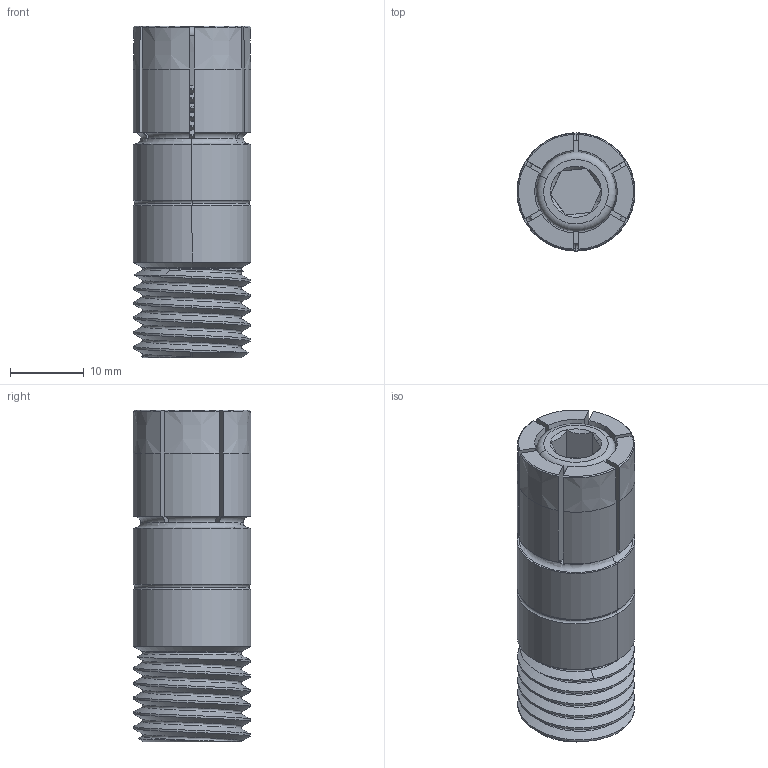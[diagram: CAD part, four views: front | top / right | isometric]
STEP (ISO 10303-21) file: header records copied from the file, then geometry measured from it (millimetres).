
FILE_DESCRIPTION (( 'STEP AP214' ), '1' );
FILE_NAME ('38860.STEP', '2016-02-25T14:39:26', ( 'Mike W' ), ( '' ), 'SwSTEP 2.0', 'SolidWorks 2015', '' );
FILE_SCHEMA (( 'AUTOMOTIVE_DESIGN' ));
Length unit declared in the file: inch
Products named in the file (3): 38020_38020; 388601_388601; 38860
Assembly tree (2 placements, depth 2):
  38860
    388601_388601
    38020_38020
Bounding box: 16 x 16 x 45 mm (x, y, z)
Volume: 7593.9 mm3; surface area: 6210.1 mm2
Topology: 2 solids, 2 shells, 247 faces, 688 edges, 448 vertices
Faces by surface type: cylinder 125, plane 61, cone 37, torus 19, bspline 5
Entity records: 12552 total; most frequent: CARTESIAN_POINT 6804, ORIENTED_EDGE 1376, DIRECTION 1012, EDGE_CURVE 688, VERTEX_POINT 448, AXIS2_PLACEMENT_3D 391, EDGE_LOOP 252, ADVANCED_FACE 247
